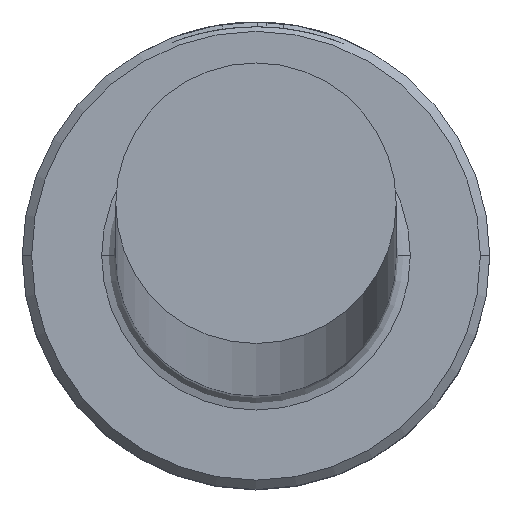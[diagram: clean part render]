
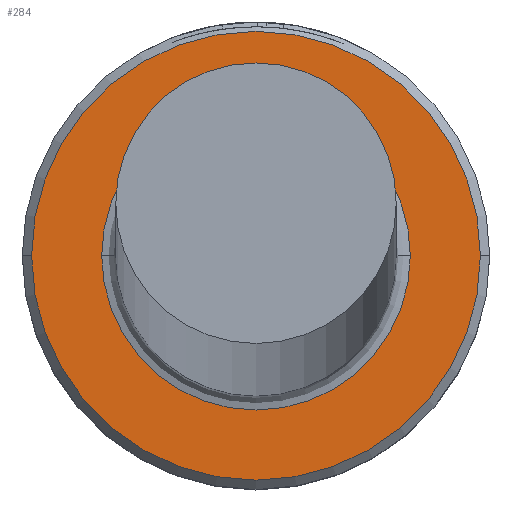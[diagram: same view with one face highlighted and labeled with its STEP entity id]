
A CAD part, top view. The second image highlights one B-rep face of the part: STEP entity #284.
In plain terms, the highlighted planar face has unit normal (0, 0, 1).
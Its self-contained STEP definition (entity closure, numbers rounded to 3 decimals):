
#5 = DIRECTION ( 'NONE',  ( 0., 0., -1. ) ) ;
#20 = EDGE_CURVE ( 'NONE', #870, #1108, #310, .T. ) ;
#64 = CARTESIAN_POINT ( 'NONE',  ( -3.3, 0., 6. ) ) ;
#65 = PLANE ( 'NONE',  #638 ) ;
#70 = VERTEX_POINT ( 'NONE', #409 ) ;
#83 = FACE_OUTER_BOUND ( 'NONE', #237, .T. ) ;
#85 = FACE_BOUND ( 'NONE', #834, .T. ) ;
#86 = DIRECTION ( 'NONE',  ( 0., 0., -1. ) ) ;
#142 = ORIENTED_EDGE ( 'NONE', *, *, #20, .T. ) ;
#144 = CARTESIAN_POINT ( 'NONE',  ( 4.8, 0., 6. ) ) ;
#162 = EDGE_CURVE ( 'NONE', #1108, #870, #242, .T. ) ;
#186 = CARTESIAN_POINT ( 'NONE',  ( 0., 0., 6. ) ) ;
#237 = EDGE_LOOP ( 'NONE', ( #980, #967 ) ) ;
#242 = CIRCLE ( 'NONE', #775, 3.3 ) ;
#284 = ADVANCED_FACE ( 'NONE', ( #83, #85 ), #65, .T. ) ;
#310 = CIRCLE ( 'NONE', #653, 3.3 ) ;
#338 = CARTESIAN_POINT ( 'NONE',  ( 0., 0., 6. ) ) ;
#409 = CARTESIAN_POINT ( 'NONE',  ( -4.8, 0., 6. ) ) ;
#528 = DIRECTION ( 'NONE',  ( 0., 0., 1. ) ) ;
#558 = ORIENTED_EDGE ( 'NONE', *, *, #162, .T. ) ;
#638 = AXIS2_PLACEMENT_3D ( 'NONE', #969, #683, #1024 ) ;
#653 = AXIS2_PLACEMENT_3D ( 'NONE', #1013, #5, #1169 ) ;
#683 = DIRECTION ( 'NONE',  ( 0., 0., 1. ) ) ;
#775 = AXIS2_PLACEMENT_3D ( 'NONE', #186, #86, #951 ) ;
#834 = EDGE_LOOP ( 'NONE', ( #142, #558 ) ) ;
#870 = VERTEX_POINT ( 'NONE', #64 ) ;
#872 = DIRECTION ( 'NONE',  ( 1., 0., 0. ) ) ;
#873 = CARTESIAN_POINT ( 'NONE',  ( 3.3, 0., 6. ) ) ;
#902 = AXIS2_PLACEMENT_3D ( 'NONE', #338, #1152, #872 ) ;
#951 = DIRECTION ( 'NONE',  ( -1., 0., 0. ) ) ;
#956 = AXIS2_PLACEMENT_3D ( 'NONE', #1036, #528, #1118 ) ;
#967 = ORIENTED_EDGE ( 'NONE', *, *, #1110, .T. ) ;
#969 = CARTESIAN_POINT ( 'NONE',  ( 0., 0., 6. ) ) ;
#980 = ORIENTED_EDGE ( 'NONE', *, *, #1157, .T. ) ;
#1013 = CARTESIAN_POINT ( 'NONE',  ( 0., 0., 6. ) ) ;
#1024 = DIRECTION ( 'NONE',  ( 1., 0., 0. ) ) ;
#1036 = CARTESIAN_POINT ( 'NONE',  ( 0., 0., 6. ) ) ;
#1039 = CIRCLE ( 'NONE', #956, 4.8 ) ;
#1060 = CIRCLE ( 'NONE', #902, 4.8 ) ;
#1108 = VERTEX_POINT ( 'NONE', #873 ) ;
#1110 = EDGE_CURVE ( 'NONE', #1156, #70, #1060, .T. ) ;
#1118 = DIRECTION ( 'NONE',  ( 1., 0., 0. ) ) ;
#1152 = DIRECTION ( 'NONE',  ( 0., 0., 1. ) ) ;
#1156 = VERTEX_POINT ( 'NONE', #144 ) ;
#1157 = EDGE_CURVE ( 'NONE', #70, #1156, #1039, .T. ) ;
#1169 = DIRECTION ( 'NONE',  ( -1., 0., 0. ) ) ;
